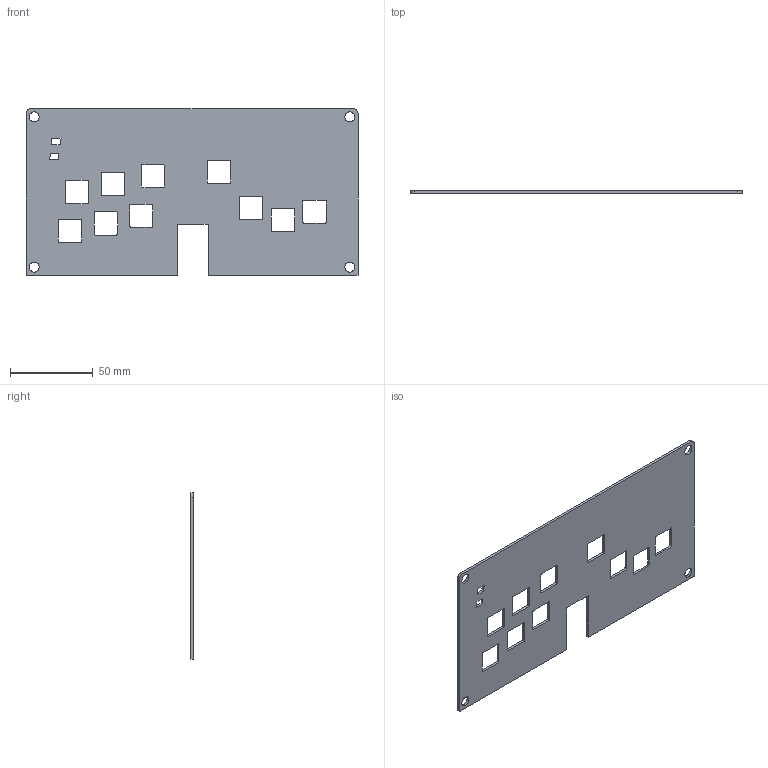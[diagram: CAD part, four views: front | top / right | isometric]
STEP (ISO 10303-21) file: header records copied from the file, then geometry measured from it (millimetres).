
FILE_DESCRIPTION(/* description */ (''),/* implementation_level */ '2;1');
FILE_NAME(/* name */ 'Top.step',/* time_stamp */ '2025-06-29T22:17:58+01:00',/* author */ (''),/* organization */ (''),/* preprocessor_version */ 'ST-DEVELOPER v20.1',/* originating_system */ 'Autodesk Translation Framework v14.10.0.0',/* authorisation */ '');
FILE_SCHEMA (('AUTOMOTIVE_DESIGN { 1 0 10303 214 3 1 1 }'));
Length unit declared in the file: millimetre
Products named in the file (1): QCQ LID
Bounding box: 200.97 x 1.5 x 100.96 mm (x, y, z)
Volume: 26345.9 mm3; surface area: 37340 mm2
Topology: 1 solids, 1 shells, 772 faces, 2139 edges, 1426 vertices
Faces by surface type: plane 429, bspline 297, cylinder 46
Full cylindrical faces by diameter (mm): 6 x4
Entity records: 27282 total; most frequent: CARTESIAN_POINT 9387, ORIENTED_EDGE 4278, DIRECTION 2589, EDGE_CURVE 2139, LINE 1453, VECTOR 1453, VERTEX_POINT 1426, EDGE_LOOP 861
